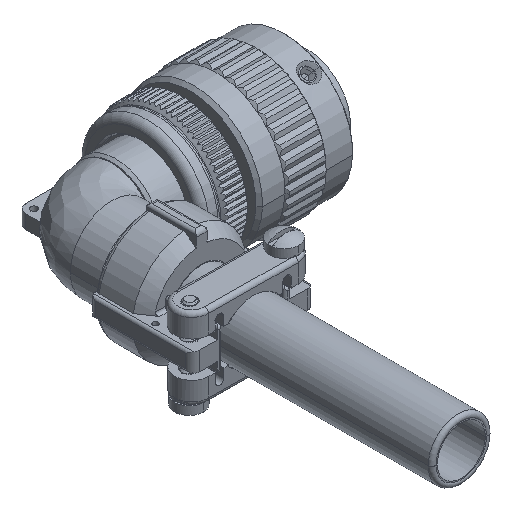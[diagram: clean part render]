
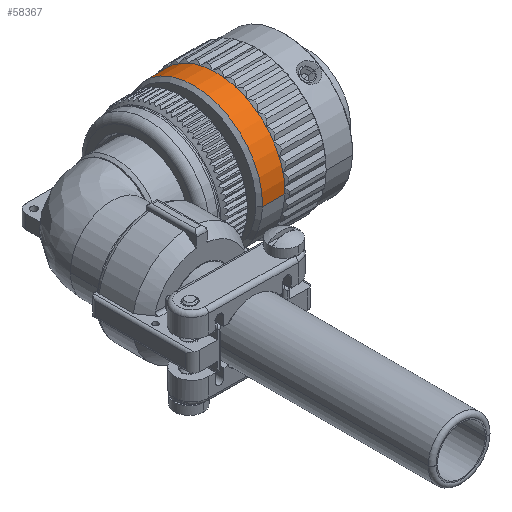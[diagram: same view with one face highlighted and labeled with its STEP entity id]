
A CAD part, isometric view. The second image highlights one B-rep face of the part: STEP entity #58367.
In plain terms, the highlighted cylindrical face has radius 15.95 mm (diameter 31.9 mm), a partial arc.
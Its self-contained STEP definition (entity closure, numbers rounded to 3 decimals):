
#25310=CARTESIAN_POINT('',(26.27,0.,0.));
#25311=DIRECTION('',(1.,0.,0.));
#25312=DIRECTION('',(0.,1.,0.029));
#25313=AXIS2_PLACEMENT_3D('',#25310,#25311,#25312);
#25315=CARTESIAN_POINT('',(31.46,0.,0.));
#25316=DIRECTION('',(1.,0.,0.));
#25317=DIRECTION('',(0.,1.,0.029));
#25318=AXIS2_PLACEMENT_3D('',#25315,#25316,#25317);
#25320=DIRECTION('',(-1.,0.,0.));
#25321=VECTOR('',#25320,5.19);
#25322=CARTESIAN_POINT('',(31.46,15.943,0.461));
#25323=LINE('3516',#25322,#25321);
#25324=DIRECTION('',(-1.,0.,0.));
#25325=VECTOR('',#25324,5.19);
#25326=CARTESIAN_POINT('',(31.46,-15.943,-0.461));
#25327=LINE('3518',#25326,#25325);
#34646=CARTESIAN_POINT('',(31.46,15.943,0.461));
#34648=VERTEX_POINT('',#34646);
#34656=CARTESIAN_POINT('',(31.46,-15.943,-0.461));
#34658=VERTEX_POINT('',#34656);
#35061=CARTESIAN_POINT('',(26.27,15.943,0.461));
#35062=VERTEX_POINT('',#35061);
#35065=CARTESIAN_POINT('',(26.27,-15.943,-0.461));
#35066=VERTEX_POINT('',#35065);
#58353=CARTESIAN_POINT('',(24.419,0.,0.));
#58354=DIRECTION('',(1.,0.,0.));
#58355=DIRECTION('',(0.,-1.,-0.029));
#58356=AXIS2_PLACEMENT_3D('',#58353,#58354,#58355);
#58357=CYLINDRICAL_SURFACE('782',#58356,15.95);
#58359=ORIENTED_EDGE('3516',*,*,#58358,.F.);
#58361=ORIENTED_EDGE('3520',*,*,#58360,.T.);
#58363=ORIENTED_EDGE('3518',*,*,#58362,.T.);
#58364=ORIENTED_EDGE('3521',*,*,#58339,.F.);
#58365=EDGE_LOOP('782',(#58359,#58361,#58363,#58364));
#58366=FACE_OUTER_BOUND('782',#58365,.F.);
#25314=CIRCLE('3521',#25313,15.95);
#25319=CIRCLE('3520',#25318,15.95);
#58339=EDGE_CURVE('3521',#35062,#35066,#25314,.T.);
#58358=EDGE_CURVE('3516',#34648,#35062,#25323,.T.);
#58360=EDGE_CURVE('3520',#34648,#34658,#25319,.T.);
#58362=EDGE_CURVE('3518',#34658,#35066,#25327,.T.);
#58367=ADVANCED_FACE('782',(#58366),#58357,.T.);
